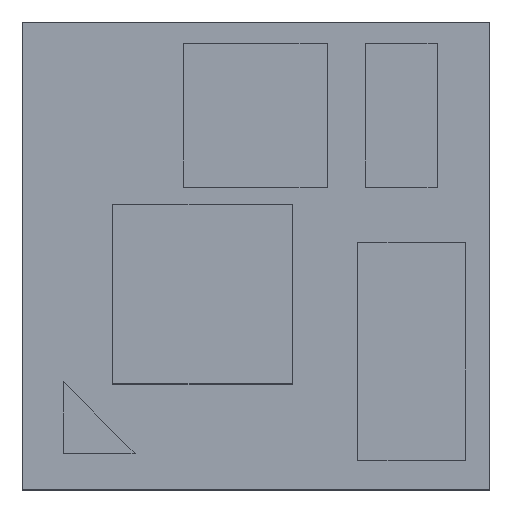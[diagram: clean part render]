
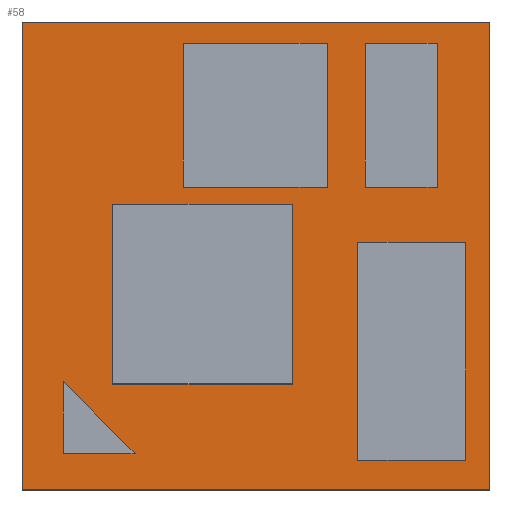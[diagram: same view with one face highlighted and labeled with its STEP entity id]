
A CAD part, top view. The second image highlights one B-rep face of the part: STEP entity #58.
In plain terms, the highlighted planar face has unit normal (0, 0, 1).
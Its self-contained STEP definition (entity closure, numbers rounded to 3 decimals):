
#58=ADVANCED_FACE('',(#328,#330,#332,#334,#336,#338),#340,.T.);
#328=FACE_BOUND('',#329,.T.);
#329=EDGE_LOOP('',(#548,#549,#550,#551));
#330=FACE_BOUND('',#331,.T.);
#331=EDGE_LOOP('',(#552,#553,#554,#555));
#332=FACE_BOUND('',#333,.T.);
#333=EDGE_LOOP('',(#556,#557,#558,#559));
#334=FACE_BOUND('',#335,.T.);
#335=EDGE_LOOP('',(#560,#561,#562,#563));
#336=FACE_BOUND('',#337,.T.);
#337=EDGE_LOOP('',(#564,#565,#566,#567));
#338=FACE_BOUND('',#339,.T.);
#339=EDGE_LOOP('',(#568,#569,#570));
#340=PLANE('',#341);
#341=AXIS2_PLACEMENT_3D('',#342,#343,#344);
#342=CARTESIAN_POINT('',(0.,0.,1.5));
#343=DIRECTION('',(0.,0.,1.));
#344=DIRECTION('',(-1.,0.,0.));
#548=ORIENTED_EDGE('',*,*,#686,.T.);
#549=ORIENTED_EDGE('',*,*,#687,.T.);
#550=ORIENTED_EDGE('',*,*,#688,.T.);
#551=ORIENTED_EDGE('',*,*,#689,.T.);
#552=ORIENTED_EDGE('',*,*,#690,.F.);
#553=ORIENTED_EDGE('',*,*,#691,.F.);
#554=ORIENTED_EDGE('',*,*,#692,.F.);
#555=ORIENTED_EDGE('',*,*,#693,.F.);
#556=ORIENTED_EDGE('',*,*,#694,.F.);
#557=ORIENTED_EDGE('',*,*,#695,.F.);
#558=ORIENTED_EDGE('',*,*,#696,.F.);
#559=ORIENTED_EDGE('',*,*,#697,.F.);
#560=ORIENTED_EDGE('',*,*,#698,.F.);
#561=ORIENTED_EDGE('',*,*,#699,.F.);
#562=ORIENTED_EDGE('',*,*,#700,.F.);
#563=ORIENTED_EDGE('',*,*,#701,.F.);
#564=ORIENTED_EDGE('',*,*,#702,.F.);
#565=ORIENTED_EDGE('',*,*,#703,.F.);
#566=ORIENTED_EDGE('',*,*,#704,.F.);
#567=ORIENTED_EDGE('',*,*,#705,.F.);
#568=ORIENTED_EDGE('',*,*,#706,.T.);
#569=ORIENTED_EDGE('',*,*,#707,.T.);
#570=ORIENTED_EDGE('',*,*,#708,.T.);
#686=EDGE_CURVE('',#755,#756,#757,.T.);
#687=EDGE_CURVE('',#756,#758,#759,.T.);
#688=EDGE_CURVE('',#758,#760,#761,.T.);
#689=EDGE_CURVE('',#760,#755,#762,.T.);
#690=EDGE_CURVE('',#763,#764,#765,.T.);
#691=EDGE_CURVE('',#766,#763,#767,.T.);
#692=EDGE_CURVE('',#768,#766,#769,.T.);
#693=EDGE_CURVE('',#764,#768,#770,.T.);
#694=EDGE_CURVE('',#771,#772,#773,.T.);
#695=EDGE_CURVE('',#774,#771,#775,.T.);
#696=EDGE_CURVE('',#776,#774,#777,.T.);
#697=EDGE_CURVE('',#772,#776,#778,.T.);
#698=EDGE_CURVE('',#779,#780,#781,.T.);
#699=EDGE_CURVE('',#782,#779,#783,.T.);
#700=EDGE_CURVE('',#784,#782,#785,.T.);
#701=EDGE_CURVE('',#780,#784,#786,.T.);
#702=EDGE_CURVE('',#787,#788,#789,.T.);
#703=EDGE_CURVE('',#790,#787,#791,.T.);
#704=EDGE_CURVE('',#792,#790,#793,.T.);
#705=EDGE_CURVE('',#788,#792,#794,.T.);
#706=EDGE_CURVE('',#795,#796,#797,.F.);
#707=EDGE_CURVE('',#796,#798,#799,.F.);
#708=EDGE_CURVE('',#798,#795,#800,.F.);
#755=VERTEX_POINT('',#870);
#756=VERTEX_POINT('',#871);
#757=LINE('',#872,#873);
#758=VERTEX_POINT('',#875);
#759=LINE('',#876,#877);
#760=VERTEX_POINT('',#879);
#761=LINE('',#880,#881);
#762=LINE('',#883,#884);
#763=VERTEX_POINT('',#886);
#764=VERTEX_POINT('',#887);
#765=LINE('',#888,#889);
#766=VERTEX_POINT('',#891);
#767=LINE('',#892,#893);
#768=VERTEX_POINT('',#895);
#769=LINE('',#896,#897);
#770=LINE('',#899,#900);
#771=VERTEX_POINT('',#902);
#772=VERTEX_POINT('',#903);
#773=LINE('',#904,#905);
#774=VERTEX_POINT('',#907);
#775=LINE('',#908,#909);
#776=VERTEX_POINT('',#911);
#777=LINE('',#912,#913);
#778=LINE('',#915,#916);
#779=VERTEX_POINT('',#918);
#780=VERTEX_POINT('',#919);
#781=LINE('',#920,#921);
#782=VERTEX_POINT('',#923);
#783=LINE('',#924,#925);
#784=VERTEX_POINT('',#927);
#785=LINE('',#928,#929);
#786=LINE('',#931,#932);
#787=VERTEX_POINT('',#934);
#788=VERTEX_POINT('',#935);
#789=LINE('',#936,#937);
#790=VERTEX_POINT('',#939);
#791=LINE('',#940,#941);
#792=VERTEX_POINT('',#943);
#793=LINE('',#944,#945);
#794=LINE('',#947,#948);
#795=VERTEX_POINT('',#950);
#796=VERTEX_POINT('',#951);
#797=LINE('',#952,#953);
#798=VERTEX_POINT('',#955);
#799=LINE('',#956,#957);
#800=LINE('',#959,#960);
#870=CARTESIAN_POINT('',(-6.198,6.127,1.5));
#871=CARTESIAN_POINT('',(-6.198,-6.873,1.5));
#872=CARTESIAN_POINT('',(-6.198,6.127,1.5));
#873=VECTOR('',#874,1.);
#874=DIRECTION('',(0.,-1.,0.));
#875=CARTESIAN_POINT('',(6.802,-6.873,1.5));
#876=CARTESIAN_POINT('',(-6.198,-6.873,1.5));
#877=VECTOR('',#878,1.);
#878=DIRECTION('',(1.,0.,0.));
#879=CARTESIAN_POINT('',(6.802,6.127,1.5));
#880=CARTESIAN_POINT('',(6.802,-6.873,1.5));
#881=VECTOR('',#882,1.);
#882=DIRECTION('',(0.,1.,0.));
#883=CARTESIAN_POINT('',(6.802,6.127,1.5));
#884=VECTOR('',#885,1.);
#885=DIRECTION('',(-1.,0.,0.));
#886=CARTESIAN_POINT('',(-3.682,-3.931,1.5));
#887=CARTESIAN_POINT('',(1.318,-3.931,1.5));
#888=CARTESIAN_POINT('',(-3.682,-3.931,1.5));
#889=VECTOR('',#890,1.);
#890=DIRECTION('',(1.,0.,0.));
#891=CARTESIAN_POINT('',(-3.682,1.069,1.5));
#892=CARTESIAN_POINT('',(-3.682,1.069,1.5));
#893=VECTOR('',#894,1.);
#894=DIRECTION('',(0.,-1.,0.));
#895=CARTESIAN_POINT('',(1.318,1.069,1.5));
#896=CARTESIAN_POINT('',(1.318,1.069,1.5));
#897=VECTOR('',#898,1.);
#898=DIRECTION('',(-1.,0.,0.));
#899=CARTESIAN_POINT('',(1.318,-3.931,1.5));
#900=VECTOR('',#901,1.);
#901=DIRECTION('',(0.,1.,0.));
#902=CARTESIAN_POINT('',(3.129,-6.054,1.5));
#903=CARTESIAN_POINT('',(6.129,-6.054,1.5));
#904=CARTESIAN_POINT('',(3.129,-6.054,1.5));
#905=VECTOR('',#906,1.);
#906=DIRECTION('',(1.,0.,0.));
#907=CARTESIAN_POINT('',(3.129,0.,1.5));
#908=CARTESIAN_POINT('',(3.129,0.,1.5));
#909=VECTOR('',#910,1.);
#910=DIRECTION('',(0.,-1.,0.));
#911=CARTESIAN_POINT('',(6.129,0.,1.5));
#912=CARTESIAN_POINT('',(6.129,0.,1.5));
#913=VECTOR('',#914,1.);
#914=DIRECTION('',(-1.,0.,0.));
#915=CARTESIAN_POINT('',(6.129,-6.054,1.5));
#916=VECTOR('',#917,1.);
#917=DIRECTION('',(0.,1.,0.));
#918=CARTESIAN_POINT('',(-1.72,1.536,1.5));
#919=CARTESIAN_POINT('',(2.28,1.536,1.5));
#920=CARTESIAN_POINT('',(-1.72,1.536,1.5));
#921=VECTOR('',#922,1.);
#922=DIRECTION('',(1.,0.,0.));
#923=CARTESIAN_POINT('',(-1.72,5.536,1.5));
#924=CARTESIAN_POINT('',(-1.72,5.536,1.5));
#925=VECTOR('',#926,1.);
#926=DIRECTION('',(0.,-1.,0.));
#927=CARTESIAN_POINT('',(2.28,5.536,1.5));
#928=CARTESIAN_POINT('',(2.28,5.536,1.5));
#929=VECTOR('',#930,1.);
#930=DIRECTION('',(-1.,0.,0.));
#931=CARTESIAN_POINT('',(2.28,1.536,1.5));
#932=VECTOR('',#933,1.);
#933=DIRECTION('',(0.,1.,0.));
#934=CARTESIAN_POINT('',(3.334,1.536,1.5));
#935=CARTESIAN_POINT('',(5.334,1.536,1.5));
#936=CARTESIAN_POINT('',(3.334,1.536,1.5));
#937=VECTOR('',#938,1.);
#938=DIRECTION('',(1.,0.,0.));
#939=CARTESIAN_POINT('',(3.334,5.536,1.5));
#940=CARTESIAN_POINT('',(3.334,5.536,1.5));
#941=VECTOR('',#942,1.);
#942=DIRECTION('',(0.,-1.,0.));
#943=CARTESIAN_POINT('',(5.334,5.536,1.5));
#944=CARTESIAN_POINT('',(5.334,5.536,1.5));
#945=VECTOR('',#946,1.);
#946=DIRECTION('',(-1.,0.,0.));
#947=CARTESIAN_POINT('',(5.334,1.536,1.5));
#948=VECTOR('',#949,1.);
#949=DIRECTION('',(0.,1.,0.));
#950=CARTESIAN_POINT('',(-3.058,-5.863,1.5));
#951=CARTESIAN_POINT('',(-5.058,-5.863,1.5));
#952=CARTESIAN_POINT('',(-5.058,-5.863,1.5));
#953=VECTOR('',#954,1.);
#954=DIRECTION('',(1.,0.,0.));
#955=CARTESIAN_POINT('',(-5.058,-3.863,1.5));
#956=CARTESIAN_POINT('',(-5.058,-3.863,1.5));
#957=VECTOR('',#958,1.);
#958=DIRECTION('',(0.,-1.,0.));
#959=CARTESIAN_POINT('',(-3.058,-5.863,1.5));
#960=VECTOR('',#961,1.);
#961=DIRECTION('',(-0.707,0.707,0.));
